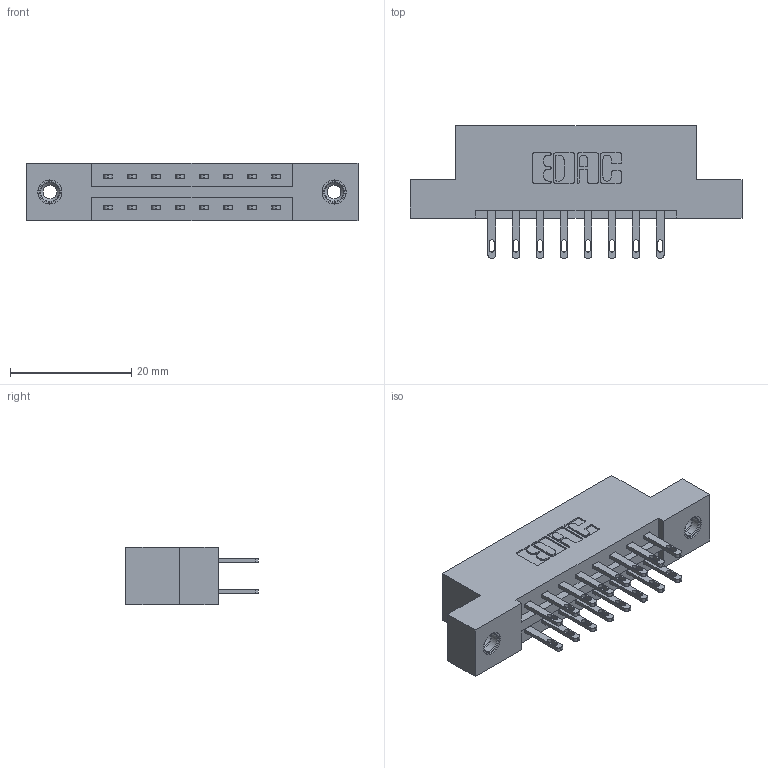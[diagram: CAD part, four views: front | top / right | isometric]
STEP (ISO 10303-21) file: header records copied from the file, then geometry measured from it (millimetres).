
FILE_DESCRIPTION (( 'STEP AP203' ), '1' );
FILE_NAME ('887-016-500-208.STEP', '2020-09-20T17:15:25', ( '' ), ( '' ), 'SwSTEP 2.0', 'SolidWorks 2020', '' );
FILE_SCHEMA (( 'CONFIG_CONTROL_DESIGN' ));
Length unit declared in the file: inch
Products named in the file (4): 887-016-500-208; 837 Part_Flush Mounting Lugs - 0.156 Dia-TI; 345-250-001_345-250-003-102; 345-292-001_345-293-100
Assembly tree (19 placements, depth 2):
  887-016-500-208
    837 Part_Flush Mounting Lugs - 0.156 Dia-TI
    345-292-001_345-293-100  x16
    345-250-001_345-250-003-102  x2
Bounding box: 54.71 x 21.85 x 9.4 mm (x, y, z)
Volume: 5355.7 mm3; surface area: 5925.9 mm2
Topology: 19 solids, 19 shells, 974 faces, 2895 edges, 1922 vertices
Faces by surface type: plane 614, cylinder 344, cone 12, torus 4
Entity records: 11716 total; most frequent: CARTESIAN_POINT 1981, ORIENTED_EDGE 1910, DIRECTION 1781, EDGE_CURVE 955, VECTOR 803, LINE 803, VERTEX_POINT 632, AXIS2_PLACEMENT_3D 489
